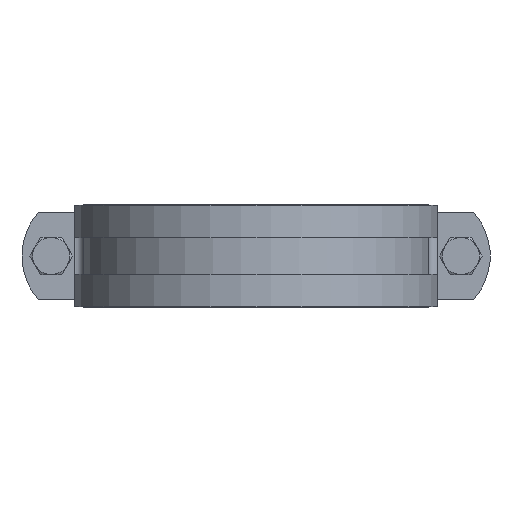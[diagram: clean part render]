
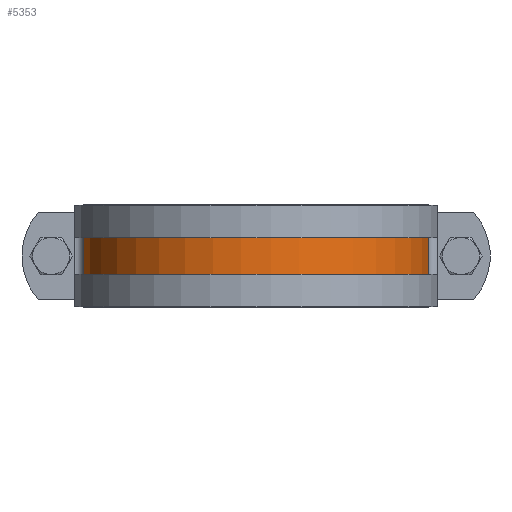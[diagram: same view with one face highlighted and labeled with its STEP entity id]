
A CAD part, front view. The second image highlights one B-rep face of the part: STEP entity #5353.
In plain terms, the highlighted cylindrical face has radius 80 mm (diameter 160 mm), a partial arc.
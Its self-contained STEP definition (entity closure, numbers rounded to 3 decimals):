
#5278=CARTESIAN_POINT('',(-79.179,-11.429,20.0));
#5279=VERTEX_POINT('',#5278);
#5314=CARTESIAN_POINT('',(0.,0.,0.0));
#5315=DIRECTION('',(0.0,0.0,-1.0));
#5316=DIRECTION('',(0.99,-0.143,0.0));
#5317=AXIS2_PLACEMENT_3D('',#5314,#5315,#5316);
#5318=CYLINDRICAL_SURFACE('',#5317,80.);
#5319=CARTESIAN_POINT('',(-79.179,-11.429,-20.0));
#5320=VERTEX_POINT('',#5319);
#5321=CARTESIAN_POINT('',(-79.179,-11.429,-20.0));
#5322=DIRECTION('',(0.0,0.0,1.0));
#5323=VECTOR('',#5322,40.0);
#5324=LINE('',#5321,#5323);
#5325=EDGE_CURVE('',#5320,#5279,#5324,.T.);
#5326=ORIENTED_EDGE('',*,*,#5325,.F.);
#5327=CARTESIAN_POINT('',(79.179,-11.429,-20.0));
#5328=VERTEX_POINT('',#5327);
#5329=CARTESIAN_POINT('',(0.,0.,-20.0));
#5330=DIRECTION('',(0.0,0.0,-1.0));
#5331=DIRECTION('',(0.99,-0.143,0.0));
#5332=AXIS2_PLACEMENT_3D('',#5329,#5330,#5331);
#5333=CIRCLE('',#5332,80.);
#5334=EDGE_CURVE('',#5328,#5320,#5333,.T.);
#5335=ORIENTED_EDGE('',*,*,#5334,.F.);
#5336=CARTESIAN_POINT('',(79.179,-11.429,20.0));
#5337=VERTEX_POINT('',#5336);
#5338=CARTESIAN_POINT('',(79.179,-11.429,-20.0));
#5339=DIRECTION('',(0.0,0.0,1.0));
#5340=VECTOR('',#5339,40.0);
#5341=LINE('',#5338,#5340);
#5342=EDGE_CURVE('',#5328,#5337,#5341,.T.);
#5343=ORIENTED_EDGE('',*,*,#5342,.T.);
#5344=CARTESIAN_POINT('',(0.,0.,20.0));
#5345=DIRECTION('',(0.0,0.0,1.0));
#5346=DIRECTION('',(-0.99,-0.143,0.0));
#5347=AXIS2_PLACEMENT_3D('',#5344,#5345,#5346);
#5348=CIRCLE('',#5347,80.0);
#5349=EDGE_CURVE('',#5279,#5337,#5348,.T.);
#5350=ORIENTED_EDGE('',*,*,#5349,.F.);
#5351=EDGE_LOOP('',(#5326,#5335,#5343,#5350));
#5352=FACE_OUTER_BOUND('',#5351,.T.);
#5353=ADVANCED_FACE('',(#5352),#5318,.T.);
